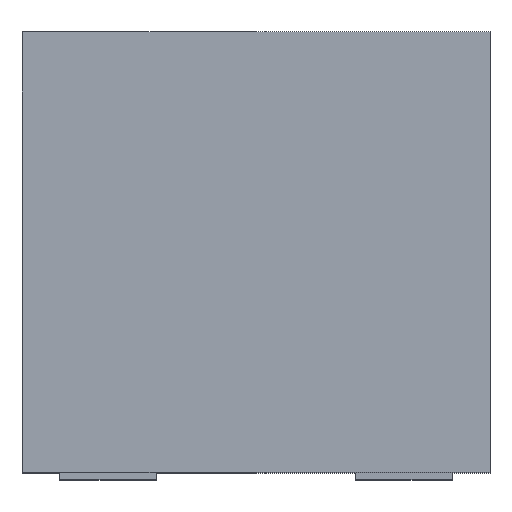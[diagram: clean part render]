
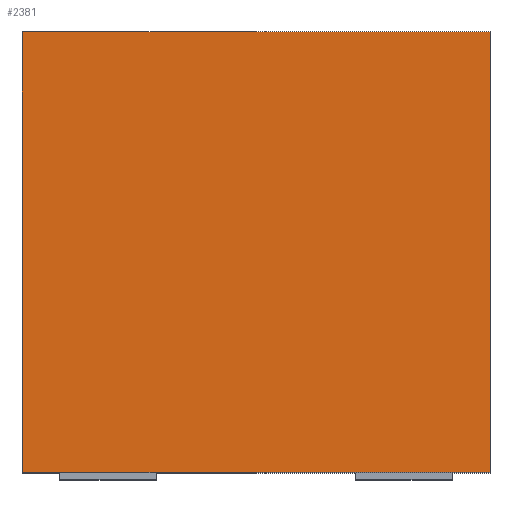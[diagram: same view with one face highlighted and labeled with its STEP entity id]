
A CAD part, top view. The second image highlights one B-rep face of the part: STEP entity #2381.
In plain terms, the highlighted planar face has unit normal (0, 0, 1).
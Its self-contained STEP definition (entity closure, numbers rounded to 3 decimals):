
#61 = DIRECTION ( 'NONE',  ( 1., 0., 0. ) ) ;
#167 = VECTOR ( 'NONE', #1496, 1000. ) ;
#305 = EDGE_CURVE ( 'NONE', #1743, #864, #1788, .T. ) ;
#367 = ORIENTED_EDGE ( 'NONE', *, *, #2097, .F. ) ;
#458 = VECTOR ( 'NONE', #61, 1000. ) ;
#516 = EDGE_CURVE ( 'NONE', #2212, #2195, #526, .T. ) ;
#526 = LINE ( 'NONE', #727, #167 ) ;
#639 = LINE ( 'NONE', #1773, #1068 ) ;
#646 = CARTESIAN_POINT ( 'NONE',  ( -6.8, 12.8, 7.6 ) ) ;
#727 = CARTESIAN_POINT ( 'NONE',  ( -6.8, 0., 7.6 ) ) ;
#766 = ORIENTED_EDGE ( 'NONE', *, *, #2415, .T. ) ;
#790 = ORIENTED_EDGE ( 'NONE', *, *, #516, .T. ) ;
#798 = DIRECTION ( 'NONE',  ( 0., -1., 0. ) ) ;
#809 = CARTESIAN_POINT ( 'NONE',  ( -6.8, 12.8, 7.6 ) ) ;
#842 = CARTESIAN_POINT ( 'NONE',  ( -6.8, 12.8, 7.6 ) ) ;
#864 = VERTEX_POINT ( 'NONE', #2057 ) ;
#943 = EDGE_LOOP ( 'NONE', ( #790, #367, #1529, #766 ) ) ;
#1068 = VECTOR ( 'NONE', #2336, 1000. ) ;
#1496 = DIRECTION ( 'NONE',  ( 1., 0., 0. ) ) ;
#1522 = PLANE ( 'NONE',  #1853 ) ;
#1529 = ORIENTED_EDGE ( 'NONE', *, *, #305, .F. ) ;
#1542 = LINE ( 'NONE', #809, #2493 ) ;
#1721 = DIRECTION ( 'NONE',  ( 0., -1., 0. ) ) ;
#1743 = VERTEX_POINT ( 'NONE', #646 ) ;
#1773 = CARTESIAN_POINT ( 'NONE',  ( 6.8, 12.8, 7.6 ) ) ;
#1788 = LINE ( 'NONE', #842, #458 ) ;
#1853 = AXIS2_PLACEMENT_3D ( 'NONE', #1909, #2106, #1721 ) ;
#1909 = CARTESIAN_POINT ( 'NONE',  ( -6.8, 12.8, 7.6 ) ) ;
#2026 = CARTESIAN_POINT ( 'NONE',  ( -6.8, 0., 7.6 ) ) ;
#2057 = CARTESIAN_POINT ( 'NONE',  ( 6.8, 12.8, 7.6 ) ) ;
#2097 = EDGE_CURVE ( 'NONE', #864, #2195, #639, .T. ) ;
#2106 = DIRECTION ( 'NONE',  ( 0., 0., -1. ) ) ;
#2195 = VERTEX_POINT ( 'NONE', #2216 ) ;
#2212 = VERTEX_POINT ( 'NONE', #2026 ) ;
#2216 = CARTESIAN_POINT ( 'NONE',  ( 6.8, 0., 7.6 ) ) ;
#2264 = FACE_OUTER_BOUND ( 'NONE', #943, .T. ) ;
#2336 = DIRECTION ( 'NONE',  ( 0., -1., 0. ) ) ;
#2381 = ADVANCED_FACE ( 'NONE', ( #2264 ), #1522, .F. ) ;
#2415 = EDGE_CURVE ( 'NONE', #1743, #2212, #1542, .T. ) ;
#2493 = VECTOR ( 'NONE', #798, 1000. ) ;
